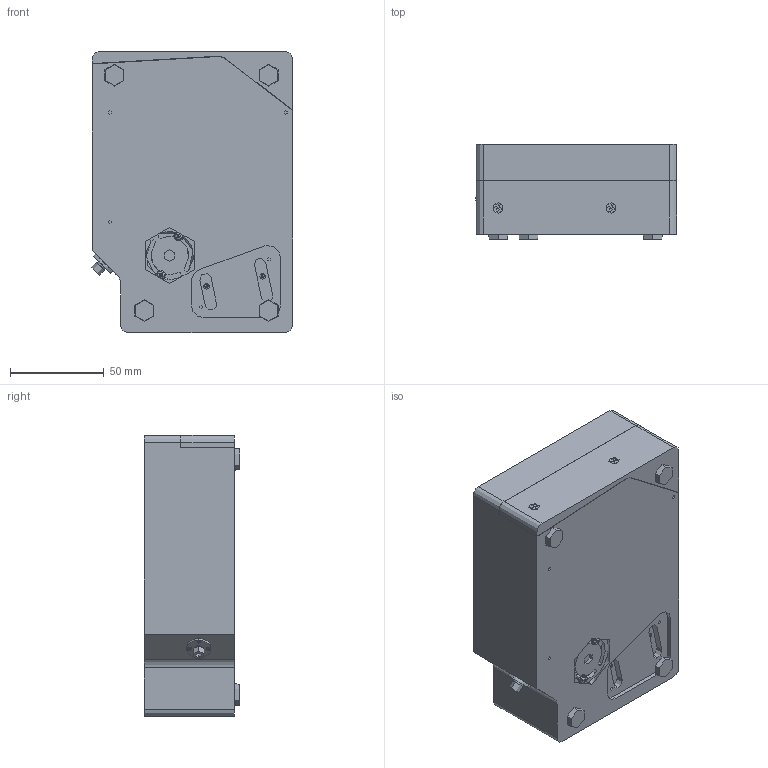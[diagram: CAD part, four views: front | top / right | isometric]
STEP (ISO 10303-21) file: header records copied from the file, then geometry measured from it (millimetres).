
FILE_DESCRIPTION (( 'STEP AP214' ), '1' );
FILE_NAME ('OCEAN HR-CC.STEP', '2023-03-07T17:15:48', ( '' ), ( '' ), 'SwSTEP 2.0', 'SolidWorks 2019', '' );
FILE_SCHEMA (( 'AUTOMOTIVE_DESIGN' ));
Length unit declared in the file: inch
Products named in the file (1): OCEAN HR-CC
Bounding box: 107.41 x 50.98 x 150.11 mm (x, y, z)
Volume: 528338.6 mm3
Topology: 12 solids, 24 shells, 1540 faces, 4117 edges, 2685 vertices
Faces by surface type: plane 985, cylinder 466, cone 53, torus 20, bspline 16
Entity records: 51705 total; most frequent: CARTESIAN_POINT 9069, ORIENTED_EDGE 8176, DIRECTION 8087, EDGE_CURVE 4088, VECTOR 2927, LINE 2927, VERTEX_POINT 2684, AXIS2_PLACEMENT_3D 2580
